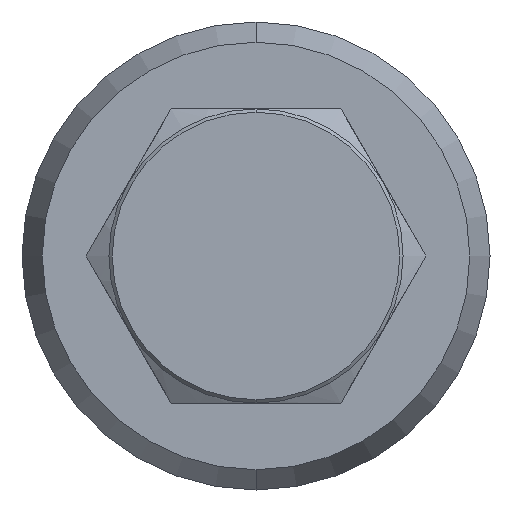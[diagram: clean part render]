
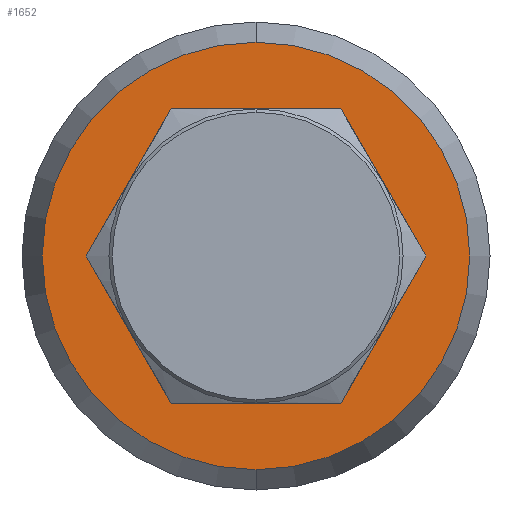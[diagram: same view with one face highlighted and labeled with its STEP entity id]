
A CAD part, front view. The second image highlights one B-rep face of the part: STEP entity #1652.
In plain terms, the highlighted planar face has unit normal (0, -1, 0).
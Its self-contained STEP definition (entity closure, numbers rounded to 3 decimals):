
#37 = DIRECTION ( 'NONE',  ( 0., 0., 1. ) ) ;
#93 = DIRECTION ( 'NONE',  ( 0., -1., 0. ) ) ;
#268 = VERTEX_POINT ( 'NONE', #1862 ) ;
#486 = CIRCLE ( 'NONE', #1868, 15.985 ) ;
#581 = CIRCLE ( 'NONE', #809, 15.985 ) ;
#796 = ORIENTED_EDGE ( 'NONE', *, *, #1488, .T. ) ;
#809 = AXIS2_PLACEMENT_3D ( 'NONE', #1961, #1371, #37 ) ;
#844 = EDGE_CURVE ( 'NONE', #929, #1018, #1651, .T. ) ;
#929 = VERTEX_POINT ( 'NONE', #1740 ) ;
#950 = EDGE_LOOP ( 'NONE', ( #1356, #2086 ) ) ;
#1006 = CARTESIAN_POINT ( 'NONE',  ( 0., -46.2, 0. ) ) ;
#1018 = VERTEX_POINT ( 'NONE', #1176 ) ;
#1044 = CARTESIAN_POINT ( 'NONE',  ( 15.501, -46.2, -16.824 ) ) ;
#1046 = ORIENTED_EDGE ( 'NONE', *, *, #1062, .T. ) ;
#1062 = EDGE_CURVE ( 'NONE', #2406, #268, #486, .T. ) ;
#1148 = EDGE_CURVE ( 'NONE', #1018, #929, #1439, .T. ) ;
#1176 = CARTESIAN_POINT ( 'NONE',  ( 0., -46.2, -10.4 ) ) ;
#1209 = DIRECTION ( 'NONE',  ( 0., 1., 0. ) ) ;
#1234 = AXIS2_PLACEMENT_3D ( 'NONE', #1044, #93, #1449 ) ;
#1310 = AXIS2_PLACEMENT_3D ( 'NONE', #2075, #1509, #1889 ) ;
#1356 = ORIENTED_EDGE ( 'NONE', *, *, #1148, .T. ) ;
#1371 = DIRECTION ( 'NONE',  ( 0., -1., 0. ) ) ;
#1439 = CIRCLE ( 'NONE', #2168, 10.4 ) ;
#1442 = DIRECTION ( 'NONE',  ( 0., -1., 0. ) ) ;
#1449 = DIRECTION ( 'NONE',  ( 0., 0., -1. ) ) ;
#1488 = EDGE_CURVE ( 'NONE', #268, #2406, #581, .T. ) ;
#1509 = DIRECTION ( 'NONE',  ( 0., 1., 0. ) ) ;
#1615 = CARTESIAN_POINT ( 'NONE',  ( 0., -46.2, 0. ) ) ;
#1651 = CIRCLE ( 'NONE', #1310, 10.4 ) ;
#1652 = ADVANCED_FACE ( 'NONE', ( #2400, #1661 ), #2394, .T. ) ;
#1661 = FACE_BOUND ( 'NONE', #950, .T. ) ;
#1740 = CARTESIAN_POINT ( 'NONE',  ( 0., -46.2, 10.4 ) ) ;
#1862 = CARTESIAN_POINT ( 'NONE',  ( 0., -46.2, 15.985 ) ) ;
#1868 = AXIS2_PLACEMENT_3D ( 'NONE', #1615, #1442, #2197 ) ;
#1889 = DIRECTION ( 'NONE',  ( 0., 0., -1. ) ) ;
#1961 = CARTESIAN_POINT ( 'NONE',  ( 0., -46.2, 0. ) ) ;
#2052 = CARTESIAN_POINT ( 'NONE',  ( 0., -46.2, -15.985 ) ) ;
#2075 = CARTESIAN_POINT ( 'NONE',  ( 0., -46.2, 0. ) ) ;
#2086 = ORIENTED_EDGE ( 'NONE', *, *, #844, .T. ) ;
#2168 = AXIS2_PLACEMENT_3D ( 'NONE', #1006, #1209, #2364 ) ;
#2197 = DIRECTION ( 'NONE',  ( 0., 0., 1. ) ) ;
#2261 = EDGE_LOOP ( 'NONE', ( #796, #1046 ) ) ;
#2364 = DIRECTION ( 'NONE',  ( 0., 0., -1. ) ) ;
#2394 = PLANE ( 'NONE',  #1234 ) ;
#2400 = FACE_OUTER_BOUND ( 'NONE', #2261, .T. ) ;
#2406 = VERTEX_POINT ( 'NONE', #2052 ) ;
